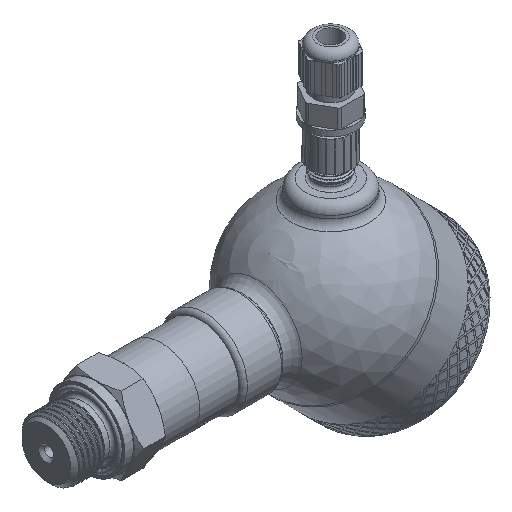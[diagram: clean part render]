
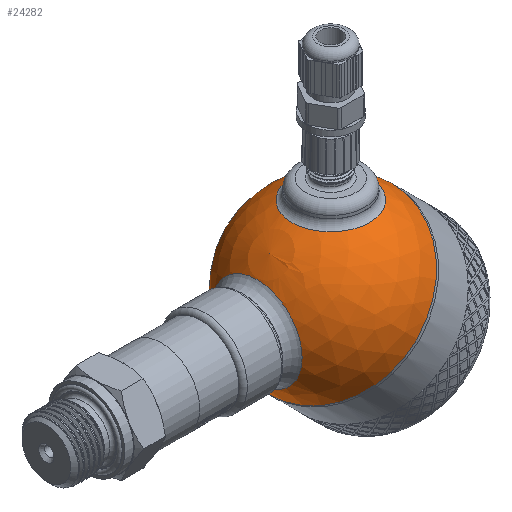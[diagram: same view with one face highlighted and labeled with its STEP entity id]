
A CAD part, isometric view. The second image highlights one B-rep face of the part: STEP entity #24282.
In plain terms, the highlighted spherical face has radius 30 mm.
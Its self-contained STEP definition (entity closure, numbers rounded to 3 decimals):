
#56=SPHERICAL_SURFACE('',#25750,30.);
#113=FACE_BOUND('',#3483,.T.);
#114=FACE_BOUND('',#3484,.T.);
#1902=FACE_OUTER_BOUND('',#3482,.T.);
#3482=EDGE_LOOP('',(#17773,#17774,#17775,#17776));
#3483=EDGE_LOOP('',(#17777));
#3484=EDGE_LOOP('',(#17778));
#4918=CIRCLE('',#25673,30.);
#4919=CIRCLE('',#25674,30.);
#4946=CIRCLE('',#25746,13.5);
#4949=CIRCLE('',#25751,30.);
#4950=CIRCLE('',#25752,15.643);
#9538=VERTEX_POINT('',#33544);
#9539=VERTEX_POINT('',#33546);
#10066=VERTEX_POINT('',#40310);
#10068=VERTEX_POINT('',#40317);
#10069=VERTEX_POINT('',#40319);
#12143=EDGE_CURVE('',#9538,#9539,#4918,.T.);
#12144=EDGE_CURVE('',#9539,#9538,#4919,.T.);
#12937=EDGE_CURVE('',#10066,#10066,#4946,.T.);
#12940=EDGE_CURVE('',#9539,#10068,#4949,.T.);
#12941=EDGE_CURVE('',#10069,#10069,#4950,.T.);
#17773=ORIENTED_EDGE('',*,*,#12144,.F.);
#17774=ORIENTED_EDGE('',*,*,#12940,.T.);
#17775=ORIENTED_EDGE('',*,*,#12940,.F.);
#17776=ORIENTED_EDGE('',*,*,#12143,.F.);
#17777=ORIENTED_EDGE('',*,*,#12941,.F.);
#17778=ORIENTED_EDGE('',*,*,#12937,.F.);
#24282=ADVANCED_FACE('',(#1902,#113,#114),#56,.T.);
#25673=AXIS2_PLACEMENT_3D('',#33547,#27010,#27011);
#25674=AXIS2_PLACEMENT_3D('',#33548,#27012,#27013);
#25746=AXIS2_PLACEMENT_3D('',#40311,#27434,#27435);
#25750=AXIS2_PLACEMENT_3D('',#40316,#27442,#27443);
#25751=AXIS2_PLACEMENT_3D('',#40318,#27444,#27445);
#25752=AXIS2_PLACEMENT_3D('',#40320,#27446,#27447);
#27010=DIRECTION('center_axis',(1.,0.,0.));
#27011=DIRECTION('ref_axis',(0.,1.,0.));
#27012=DIRECTION('center_axis',(1.,0.,0.));
#27013=DIRECTION('ref_axis',(0.,1.,0.));
#27434=DIRECTION('center_axis',(-0.707,0.,-0.707));
#27435=DIRECTION('ref_axis',(-0.707,0.,0.707));
#27442=DIRECTION('center_axis',(1.,0.,0.));
#27443=DIRECTION('ref_axis',(0.,-1.,0.));
#27444=DIRECTION('center_axis',(0.,0.,1.));
#27445=DIRECTION('ref_axis',(0.,1.,0.));
#27446=DIRECTION('center_axis',(-0.707,0.,0.707));
#27447=DIRECTION('ref_axis',(0.707,0.,0.707));
#33544=CARTESIAN_POINT('',(0.,-30.,0.));
#33546=CARTESIAN_POINT('',(0.,30.,0.));
#33547=CARTESIAN_POINT('Origin',(0.,0.,0.));
#33548=CARTESIAN_POINT('Origin',(0.,0.,0.));
#40310=CARTESIAN_POINT('',(-9.398,0.,-28.49));
#40311=CARTESIAN_POINT('Origin',(-18.944,0.,-18.944));
#40316=CARTESIAN_POINT('Origin',(0.,0.,0.));
#40317=CARTESIAN_POINT('',(-30.,0.,0.));
#40318=CARTESIAN_POINT('Origin',(0.,0.,0.));
#40319=CARTESIAN_POINT('',(-29.162,0.,7.04));
#40320=CARTESIAN_POINT('Origin',(-18.101,0.,18.101));
